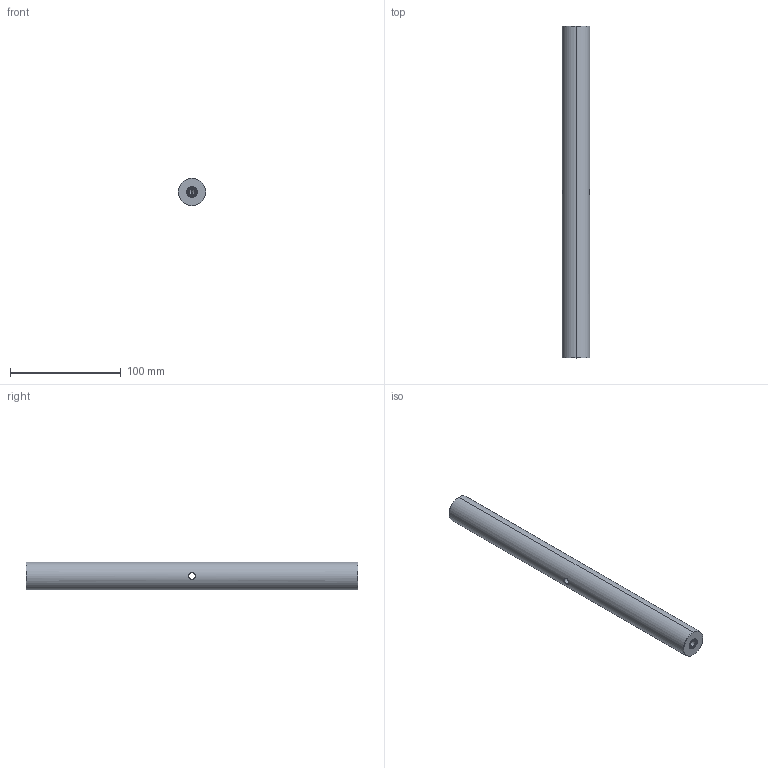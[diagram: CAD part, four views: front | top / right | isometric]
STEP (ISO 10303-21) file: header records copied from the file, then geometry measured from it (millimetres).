
FILE_DESCRIPTION (( 'STEP AP214' ), '1' );
FILE_NAME ('MINT032-K-102.ipt.STEP', '2025-02-26T10:18:26', ( '' ), ( '' ), 'SwSTEP 2.0', 'SolidWorks 2025', '' );
FILE_SCHEMA (( 'AUTOMOTIVE_DESIGN' ));
Length unit declared in the file: millimetre
Products named in the file (1): MINT032-K-102.ipt
Bounding box: 25 x 300 x 25 mm (x, y, z)
Volume: 145801.7 mm3; surface area: 25404.4 mm2
Topology: 1 solids, 1 shells, 44 faces, 94 edges, 56 vertices
Faces by surface type: cone 16, cylinder 16, plane 8, bspline 4
Entity records: 1561 total; most frequent: CARTESIAN_POINT 595, DIRECTION 206, ORIENTED_EDGE 180, EDGE_CURVE 90, AXIS2_PLACEMENT_3D 85, VERTEX_POINT 56, EDGE_LOOP 54, ADVANCED_FACE 44
